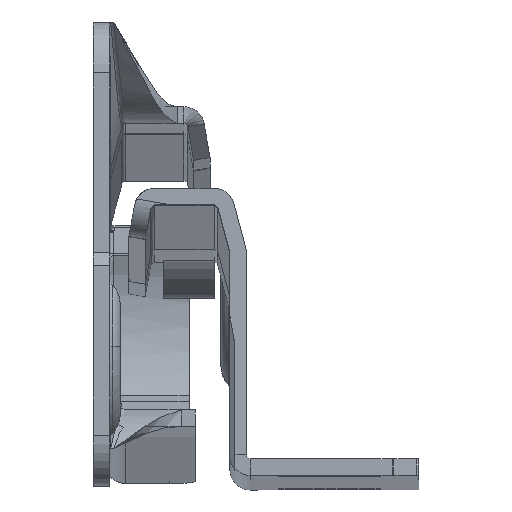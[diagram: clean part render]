
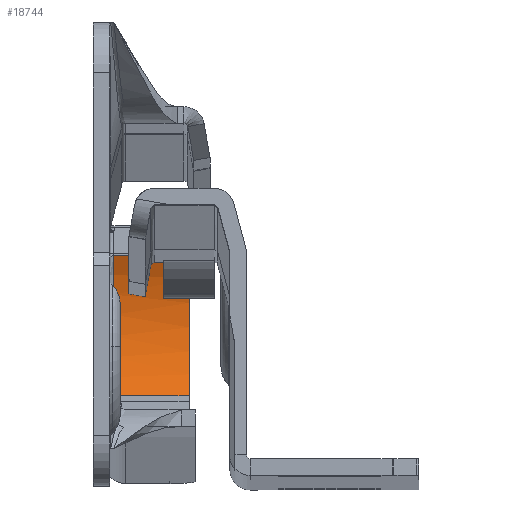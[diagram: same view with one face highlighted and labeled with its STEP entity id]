
A CAD part, top view. The second image highlights one B-rep face of the part: STEP entity #18744.
In plain terms, the highlighted cylindrical face has radius 11 mm (diameter 22 mm), a partial arc.
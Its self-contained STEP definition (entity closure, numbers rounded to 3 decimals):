
#115 = CARTESIAN_POINT ( 'NONE',  ( 0.3, 1.716, -547.683 ) ) ;
#870 = CARTESIAN_POINT ( 'NONE',  ( 0.3, -9.239, -546.693 ) ) ;
#2731 = CARTESIAN_POINT ( 'NONE',  ( 6.2, -2.904, -537.701 ) ) ;
#4898 = AXIS2_PLACEMENT_3D ( 'NONE', #2731, #27311, #23259 ) ;
#4946 = DIRECTION ( 'NONE',  ( -1., 0., 0. ) ) ;
#5270 = ORIENTED_EDGE ( 'NONE', *, *, #11852, .T. ) ;
#5333 = VECTOR ( 'NONE', #25716, 1000. ) ;
#6059 = CARTESIAN_POINT ( 'NONE',  ( 6.2, -2.904, -537.701 ) ) ;
#6316 = CIRCLE ( 'NONE', #4898, 11. ) ;
#8295 = CYLINDRICAL_SURFACE ( 'NONE', #26035, 11. ) ;
#8373 = EDGE_CURVE ( 'NONE', #25056, #9259, #12396, .T. ) ;
#8968 = CARTESIAN_POINT ( 'NONE',  ( 6.2, 1.716, -547.683 ) ) ;
#9259 = VERTEX_POINT ( 'NONE', #870 ) ;
#9398 = EDGE_CURVE ( 'NONE', #21047, #12358, #11217, .T. ) ;
#10088 = DIRECTION ( 'NONE',  ( 0., 0., 1. ) ) ;
#10942 = AXIS2_PLACEMENT_3D ( 'NONE', #18572, #4946, #25440 ) ;
#11217 = LINE ( 'NONE', #8968, #5333 ) ;
#11852 = EDGE_CURVE ( 'NONE', #12358, #27264, #18160, .T. ) ;
#12043 = VECTOR ( 'NONE', #28107, 1000. ) ;
#12358 = VERTEX_POINT ( 'NONE', #115 ) ;
#12396 = LINE ( 'NONE', #14487, #12043 ) ;
#12819 = ORIENTED_EDGE ( 'NONE', *, *, #12923, .F. ) ;
#12893 = AXIS2_PLACEMENT_3D ( 'NONE', #29075, #17856, #26976 ) ;
#12923 = EDGE_CURVE ( 'NONE', #21047, #25056, #6316, .T. ) ;
#14487 = CARTESIAN_POINT ( 'NONE',  ( 6.2, -9.239, -546.693 ) ) ;
#14561 = EDGE_CURVE ( 'NONE', #27264, #9259, #23838, .T. ) ;
#15180 = DIRECTION ( 'NONE',  ( -1., 0., 0. ) ) ;
#15796 = CARTESIAN_POINT ( 'NONE',  ( 6.2, -9.239, -546.693 ) ) ;
#16403 = CARTESIAN_POINT ( 'NONE',  ( 0.3, -2.904, -548.701 ) ) ;
#17082 = ORIENTED_EDGE ( 'NONE', *, *, #14561, .T. ) ;
#17856 = DIRECTION ( 'NONE',  ( -1., 0., 0. ) ) ;
#18160 = CIRCLE ( 'NONE', #12893, 11. ) ;
#18572 = CARTESIAN_POINT ( 'NONE',  ( 0.3, -2.904, -537.701 ) ) ;
#18744 = ADVANCED_FACE ( 'NONE', ( #28814 ), #8295, .F. ) ;
#21047 = VERTEX_POINT ( 'NONE', #25395 ) ;
#21065 = ORIENTED_EDGE ( 'NONE', *, *, #9398, .T. ) ;
#23259 = DIRECTION ( 'NONE',  ( 0., 0., -1. ) ) ;
#23838 = CIRCLE ( 'NONE', #10942, 11. ) ;
#24078 = EDGE_LOOP ( 'NONE', ( #21065, #5270, #17082, #27950, #12819 ) ) ;
#25056 = VERTEX_POINT ( 'NONE', #15796 ) ;
#25395 = CARTESIAN_POINT ( 'NONE',  ( 6.2, 1.716, -547.683 ) ) ;
#25440 = DIRECTION ( 'NONE',  ( 0., 0., -1. ) ) ;
#25716 = DIRECTION ( 'NONE',  ( -1., 0., 0. ) ) ;
#26035 = AXIS2_PLACEMENT_3D ( 'NONE', #6059, #15180, #10088 ) ;
#26976 = DIRECTION ( 'NONE',  ( 0., 0., -1. ) ) ;
#27264 = VERTEX_POINT ( 'NONE', #16403 ) ;
#27311 = DIRECTION ( 'NONE',  ( -1., 0., 0. ) ) ;
#27950 = ORIENTED_EDGE ( 'NONE', *, *, #8373, .F. ) ;
#28107 = DIRECTION ( 'NONE',  ( -1., 0., 0. ) ) ;
#28814 = FACE_OUTER_BOUND ( 'NONE', #24078, .T. ) ;
#29075 = CARTESIAN_POINT ( 'NONE',  ( 0.3, -2.904, -537.701 ) ) ;
